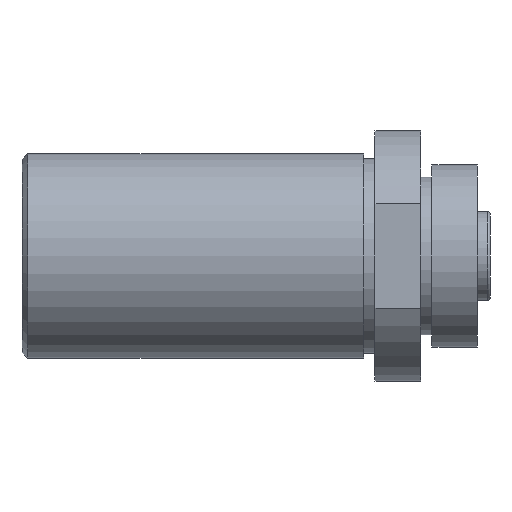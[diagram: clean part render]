
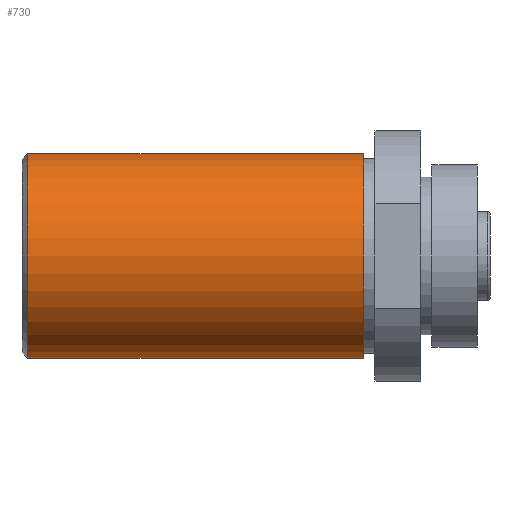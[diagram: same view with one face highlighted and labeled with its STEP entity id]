
A CAD part, front view. The second image highlights one B-rep face of the part: STEP entity #730.
In plain terms, the highlighted cylindrical face has radius 9 mm (diameter 18 mm), a partial arc.
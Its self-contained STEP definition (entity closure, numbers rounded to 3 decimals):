
#151=FACE_OUTER_BOUND('',#239,.F.);
#239=EDGE_LOOP('',(#366,#367,#368,#369));
#366=ORIENTED_EDGE('',*,*,#1522,.T.);
#367=ORIENTED_EDGE('',*,*,#1537,.F.);
#368=ORIENTED_EDGE('',*,*,#1507,.T.);
#369=ORIENTED_EDGE('',*,*,#1536,.T.);
#730=ADVANCED_FACE('',(#151),#818,.T.);
#818=CYLINDRICAL_SURFACE('',#1943,9.);
#1245=LINE('',#2671,#1319);
#1246=LINE('',#2672,#1320);
#1319=VECTOR('',#2091,29.5);
#1320=VECTOR('',#2092,29.5);
#1377=CIRCLE('',#1841,9.);
#1392=CIRCLE('',#1856,9.);
#1507=EDGE_CURVE('',#1793,#1792,#1377,.T.);
#1522=EDGE_CURVE('',#1771,#1770,#1392,.T.);
#1536=EDGE_CURVE('',#1792,#1771,#1245,.T.);
#1537=EDGE_CURVE('',#1793,#1770,#1246,.T.);
#1770=VERTEX_POINT('',#2564);
#1771=VERTEX_POINT('',#2565);
#1792=VERTEX_POINT('',#2586);
#1793=VERTEX_POINT('',#2587);
#1841=AXIS2_PLACEMENT_3D('',#2642,#2045,#2046);
#1856=AXIS2_PLACEMENT_3D('',#2657,#2075,#2076);
#1943=AXIS2_PLACEMENT_3D('',#2968,#2315,#2316);
#2045=DIRECTION('',(-1.,0.,0.));
#2046=DIRECTION('',(0.,0.,-1.));
#2075=DIRECTION('',(1.,0.,0.));
#2076=DIRECTION('',(0.,0.,1.));
#2091=DIRECTION('',(1.,0.,0.));
#2092=DIRECTION('',(1.,0.,0.));
#2315=DIRECTION('',(1.,0.,0.));
#2316=DIRECTION('',(0.,0.,1.));
#2564=CARTESIAN_POINT('',(30.,0.,-9.));
#2565=CARTESIAN_POINT('',(30.,0.,9.));
#2586=CARTESIAN_POINT('',(0.5,0.,9.));
#2587=CARTESIAN_POINT('',(0.5,0.,-9.));
#2642=CARTESIAN_POINT('',(0.5,0.,0.));
#2657=CARTESIAN_POINT('',(30.,0.,0.));
#2671=CARTESIAN_POINT('',(0.5,0.,9.));
#2672=CARTESIAN_POINT('',(0.5,0.,-9.));
#2968=CARTESIAN_POINT('',(0.,0.,0.));
